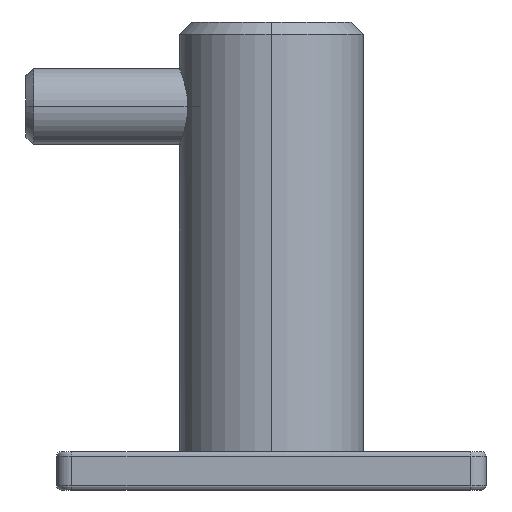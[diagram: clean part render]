
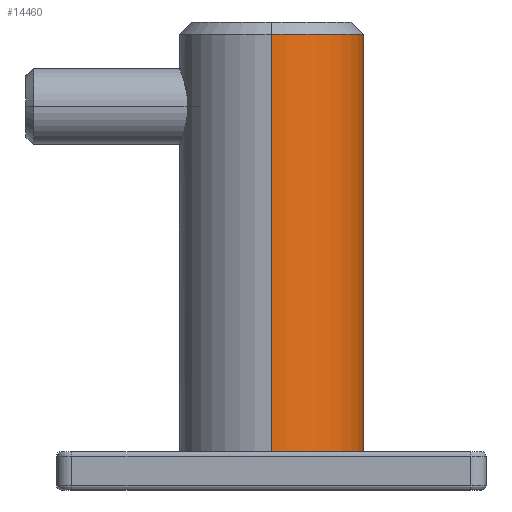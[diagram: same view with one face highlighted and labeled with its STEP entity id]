
A CAD part, left-side view. The second image highlights one B-rep face of the part: STEP entity #14460.
In plain terms, the highlighted cylindrical face has radius 6 mm (diameter 12 mm), a partial arc.
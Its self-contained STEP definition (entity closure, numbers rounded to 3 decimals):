
#5600=CARTESIAN_POINT('',(-95.788,53.61,2.365));
#5610=DIRECTION('',(0.,0.,1.));
#5620=DIRECTION('',(1.,0.,0.));
#5630=AXIS2_PLACEMENT_3D('',#5600,#5610,#5620);
#5640=CIRCLE('',#5630,6.);
#5670=CARTESIAN_POINT('',(-101.788,53.61,2.365));
#5680=VERTEX_POINT('',#5670);
#5710=CARTESIAN_POINT('',(-89.788,53.61,2.365));
#5720=VERTEX_POINT('',#5710);
#5730=EDGE_CURVE('',#5680,#5720,#5640,.T.);
#13160=CARTESIAN_POINT('',(-101.788,53.61,29.565)
);
#13170=VERTEX_POINT('',#13160);
#13200=CARTESIAN_POINT('',(-95.788,53.61,29.565))
;
#13210=DIRECTION('',(0.,0.,1.));
#13220=DIRECTION('',(1.,0.,0.));
#13230=AXIS2_PLACEMENT_3D('',#13200,#13210,#13220);
#13240=CIRCLE('',#13230,6.);
#13250=CARTESIAN_POINT('',(-89.788,53.61,29.565))
;
#13260=VERTEX_POINT('',#13250);
#13860=CARTESIAN_POINT('',(-89.788,53.61,2.365));
#13870=DIRECTION('',(0.,0.,1.));
#13880=VECTOR('',#13870,0.788);
#13890=LINE('',#13860,#13880);
#13900=EDGE_CURVE('',#5720,#13260,#13890,.T.);
#13930=CARTESIAN_POINT('',(-101.788,53.61,2.365))
;
#13940=DIRECTION('',(0.,0.,1.));
#13950=VECTOR('',#13940,0.788);
#13960=LINE('',#13930,#13950);
#13970=EDGE_CURVE('',#5680,#13170,#13960,.T.);
#14250=CARTESIAN_POINT('',(-95.788,47.61,29.565))
;
#14260=VERTEX_POINT('',#14250);
#14270=EDGE_CURVE('',#14260,#13260,#13240,.T.);
#14290=EDGE_CURVE('',#13170,#14260,#13240,.T.);
#14340=CARTESIAN_POINT('',(-95.788,53.61,2.365));
#14350=DIRECTION('',(0.,0.,1.));
#14360=DIRECTION('',(1.,0.,0.));
#14370=AXIS2_PLACEMENT_3D('',#14340,#14350,#14360);
#14380=CYLINDRICAL_SURFACE('',#14370,6.);
#14390=ORIENTED_EDGE('',*,*,#14270,.F.);
#14400=ORIENTED_EDGE('',*,*,#13900,.T.);
#14410=ORIENTED_EDGE('',*,*,#5730,.T.);
#14420=ORIENTED_EDGE('',*,*,#13970,.F.);
#14430=ORIENTED_EDGE('',*,*,#14290,.F.);
#14440=EDGE_LOOP('',(#14430,#14420,#14410,#14400,#14390));
#14450=FACE_OUTER_BOUND('',#14440,.T.);
#14460=ADVANCED_FACE('',(#14450),#14380,.T.);
